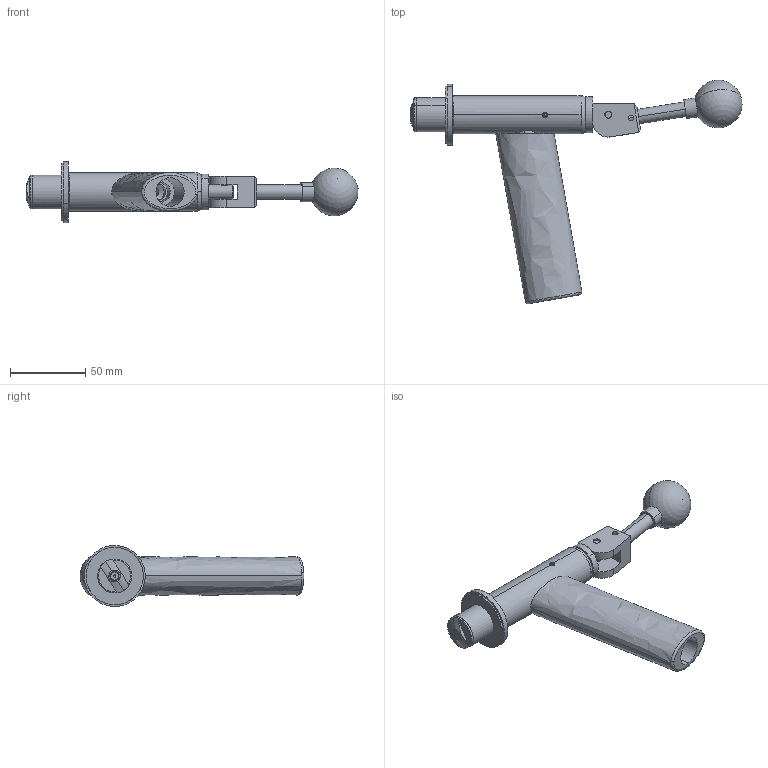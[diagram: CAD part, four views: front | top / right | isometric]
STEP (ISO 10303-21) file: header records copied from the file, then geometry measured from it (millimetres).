
FILE_DESCRIPTION (( 'STEP AP214' ), '1' );
FILE_NAME ('CTSC-003855.STEP', '2025-06-25T18:39:45', ( '' ), ( '' ), 'SwSTEP 2.0', 'SolidWorks 2023', '' );
FILE_SCHEMA (( 'AUTOMOTIVE_DESIGN' ));
Length unit declared in the file: inch
Products named in the file (1): CTSC-003855
Bounding box: 220.63 x 148.69 x 40.6 mm (x, y, z)
Volume: 161038.9 mm3; surface area: 54450.6 mm2
Topology: 10 solids, 11 shells, 247 faces, 565 edges, 356 vertices
Faces by surface type: cylinder 102, plane 82, cone 46, bspline 11, torus 4, sphere 2
Entity records: 12584 total; most frequent: CARTESIAN_POINT 3901, DIRECTION 1145, ORIENTED_EDGE 1116, EDGE_CURVE 558, AXIS2_PLACEMENT_3D 469, VERTEX_POINT 353, EDGE_LOOP 289, DIMENSIONAL_EXPONENTS 248
